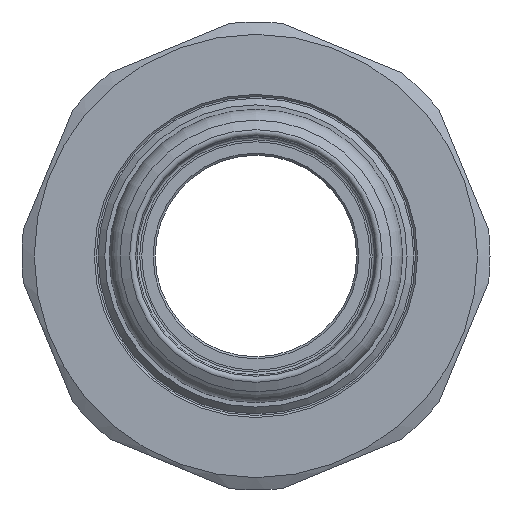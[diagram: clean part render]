
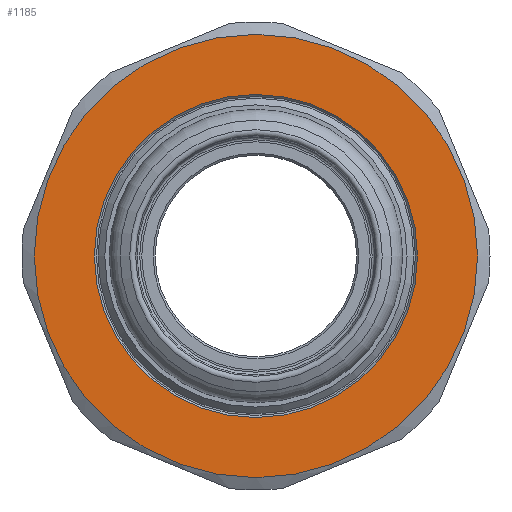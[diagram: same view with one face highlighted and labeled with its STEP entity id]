
A CAD part, left-side view. The second image highlights one B-rep face of the part: STEP entity #1185.
In plain terms, the highlighted planar face has unit normal (-1, 0, 0).
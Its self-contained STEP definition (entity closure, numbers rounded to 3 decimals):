
#67=FACE_BOUND('',#202,.T.);
#78=PLANE('',#1349);
#124=FACE_OUTER_BOUND('',#201,.T.);
#201=EDGE_LOOP('',(#815));
#202=EDGE_LOOP('',(#816));
#401=CIRCLE('',#1348,24.05);
#402=CIRCLE('',#1350,33.);
#506=VERTEX_POINT('',#1976);
#507=VERTEX_POINT('',#1980);
#624=EDGE_CURVE('',#506,#506,#401,.T.);
#626=EDGE_CURVE('',#507,#507,#402,.T.);
#815=ORIENTED_EDGE('',*,*,#626,.T.);
#816=ORIENTED_EDGE('',*,*,#624,.F.);
#1185=ADVANCED_FACE('',(#124,#67),#78,.T.);
#1348=AXIS2_PLACEMENT_3D('',#1977,#1550,#1551);
#1349=AXIS2_PLACEMENT_3D('',#1979,#1553,#1554);
#1350=AXIS2_PLACEMENT_3D('',#1981,#1555,#1556);
#1550=DIRECTION('center_axis',(-1.,0.,0.));
#1551=DIRECTION('ref_axis',(0.,1.,0.));
#1553=DIRECTION('center_axis',(-1.,0.,0.));
#1554=DIRECTION('ref_axis',(0.,0.,1.));
#1555=DIRECTION('center_axis',(-1.,0.,0.));
#1556=DIRECTION('ref_axis',(0.,1.,0.));
#1976=CARTESIAN_POINT('',(-23.,-24.05,0.));
#1977=CARTESIAN_POINT('Origin',(-23.,0.,0.));
#1979=CARTESIAN_POINT('Origin',(-23.,0.,0.));
#1980=CARTESIAN_POINT('',(-23.,-33.,0.));
#1981=CARTESIAN_POINT('Origin',(-23.,0.,0.));
